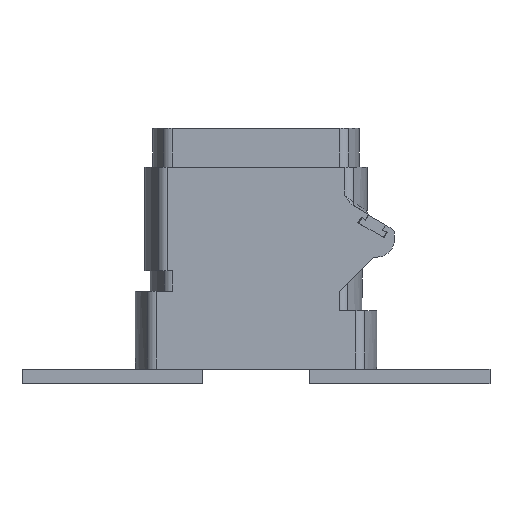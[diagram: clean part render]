
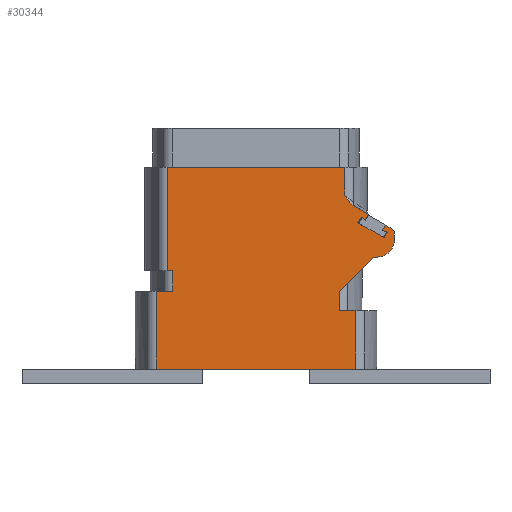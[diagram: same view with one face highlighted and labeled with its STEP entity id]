
A CAD part, front view. The second image highlights one B-rep face of the part: STEP entity #30344.
In plain terms, the highlighted planar face has unit normal (0, -1, 0).
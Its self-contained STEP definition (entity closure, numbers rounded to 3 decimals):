
#1=DIRECTION('',(-1.,0.,0.));
#2=VECTOR('',#1,1.7);
#3=CARTESIAN_POINT('',(10.245,-6.,6.));
#4=LINE('',#3,#2);
#19=DIRECTION('',(0.866,0.,-0.5));
#20=VECTOR('',#19,0.525);
#21=CARTESIAN_POINT('',(10.782,-6.,15.588));
#22=LINE('',#21,#20);
#23=DIRECTION('',(0.866,0.,-0.5));
#24=VECTOR('',#23,0.525);
#25=CARTESIAN_POINT('',(13.012,-6.,14.3));
#26=LINE('',#25,#24);
#27=DIRECTION('',(-0.5,0.,-0.866));
#28=VECTOR('',#27,0.55);
#29=CARTESIAN_POINT('',(13.287,-6.,14.777));
#30=LINE('',#29,#28);
#31=CARTESIAN_POINT('',(13.55,-6.,13.874));
#32=DIRECTION('',(0.,1.,0.));
#33=DIRECTION('',(0.5,0.,0.866));
#34=AXIS2_PLACEMENT_3D('',#31,#32,#33);
#36=DIRECTION('',(0.,0.,-1.));
#37=VECTOR('',#36,0.585);
#38=CARTESIAN_POINT('',(14.2,-6.,13.874));
#39=LINE('',#38,#37);
#40=CARTESIAN_POINT('',(12.4,-6.,13.289));
#41=DIRECTION('',(0.,-1.,0.));
#42=DIRECTION('',(0.,0.,-1.));
#43=AXIS2_PLACEMENT_3D('',#40,#41,#42);
#45=DIRECTION('',(-1.,0.,0.));
#46=VECTOR('',#45,0.316);
#47=CARTESIAN_POINT('',(12.4,-6.,11.489));
#48=LINE('',#47,#46);
#49=DIRECTION('',(1.,0.,0.));
#50=VECTOR('',#49,18.238);
#51=CARTESIAN_POINT('',(-9.119,-6.,20.7));
#52=LINE('',#51,#50);
#53=DIRECTION('',(0.5,0.,0.866));
#54=VECTOR('',#53,0.63);
#55=CARTESIAN_POINT('',(11.236,-6.,15.325));
#56=LINE('',#55,#54);
#252=DIRECTION('',(-0.866,0.,0.5));
#253=VECTOR('',#252,1.806);
#254=CARTESIAN_POINT('',(11.552,-6.,15.871));
#255=LINE('',#254,#253);
#282=CARTESIAN_POINT('',(9.119,-6.,17.853));
#298=CARTESIAN_POINT('',(9.987,-6.,16.774));
#300=CARTESIAN_POINT('',(9.987,-6.,16.775));
#301=CARTESIAN_POINT('',(9.975,-6.,16.782));
#302=CARTESIAN_POINT('',(9.95,-6.,16.797));
#303=CARTESIAN_POINT('',(9.911,-6.,16.822));
#304=CARTESIAN_POINT('',(9.871,-6.,16.851));
#305=CARTESIAN_POINT('',(9.83,-6.,16.883));
#306=CARTESIAN_POINT('',(9.789,-6.,16.918));
#307=CARTESIAN_POINT('',(9.748,-6.,16.956));
#308=CARTESIAN_POINT('',(9.705,-6.,16.999));
#309=CARTESIAN_POINT('',(9.658,-6.,17.048));
#310=CARTESIAN_POINT('',(9.608,-6.,17.105));
#311=CARTESIAN_POINT('',(9.554,-6.,17.171));
#312=CARTESIAN_POINT('',(9.499,-6.,17.244));
#313=CARTESIAN_POINT('',(9.445,-6.,17.321));
#314=CARTESIAN_POINT('',(9.393,-6.,17.399));
#315=CARTESIAN_POINT('',(9.342,-6.,17.477));
#316=CARTESIAN_POINT('',(9.295,-6.,17.554));
#317=CARTESIAN_POINT('',(9.25,-6.,17.629));
#318=CARTESIAN_POINT('',(9.206,-6.,17.703));
#319=CARTESIAN_POINT('',(9.163,-6.,17.777));
#320=CARTESIAN_POINT('',(9.134,-6.,17.828));
#321=CARTESIAN_POINT('',(9.119,-6.,17.853));
#323=DIRECTION('',(0.,0.,-1.));
#324=VECTOR('',#323,2.847);
#325=CARTESIAN_POINT('',(9.119,-6.,20.7));
#326=LINE('',#325,#324);
#384=DIRECTION('',(0.,0.,-1.));
#385=VECTOR('',#384,10.6);
#386=CARTESIAN_POINT('',(-9.119,-6.,20.7));
#387=LINE('',#386,#385);
#402=DIRECTION('',(1.,0.,0.));
#403=VECTOR('',#402,0.575);
#404=CARTESIAN_POINT('',(-9.119,-6.,10.1));
#405=LINE('',#404,#403);
#420=DIRECTION('',(0.,0.,-1.));
#421=VECTOR('',#420,2.1);
#422=CARTESIAN_POINT('',(-8.545,-6.,10.1));
#423=LINE('',#422,#421);
#443=DIRECTION('',(-1.,0.,0.));
#444=VECTOR('',#443,1.7);
#445=CARTESIAN_POINT('',(-8.545,-6.,8.));
#446=LINE('',#445,#444);
#474=DIRECTION('',(0.,0.,-1.));
#475=VECTOR('',#474,8.);
#476=CARTESIAN_POINT('',(-10.245,-6.,8.));
#477=LINE('',#476,#475);
#527=DIRECTION('',(1.,0.,0.));
#528=VECTOR('',#527,20.49);
#529=CARTESIAN_POINT('',(-10.245,-6.,0.));
#530=LINE('',#529,#528);
#634=DIRECTION('',(0.,0.,-1.));
#635=VECTOR('',#634,6.);
#636=CARTESIAN_POINT('',(10.245,-6.,6.));
#637=LINE('',#636,#635);
#25506=DIRECTION('',(0.,0.,-1.));
#25507=VECTOR('',#25506,1.95);
#25508=CARTESIAN_POINT('',(8.545,-6.,7.95));
#25509=LINE('',#25508,#25507);
#25567=DIRECTION('',(0.707,0.,0.707));
#25568=VECTOR('',#25567,5.006);
#25569=CARTESIAN_POINT('',(8.545,-6.,7.95));
#25570=LINE('',#25569,#25568);
#25599=DIRECTION('',(-0.866,0.,0.5));
#25600=VECTOR('',#25599,0.679);
#25601=CARTESIAN_POINT('',(13.875,-6.,14.437));
#25602=LINE('',#25601,#25600);
#25687=DIRECTION('',(-0.5,0.,-0.866));
#25688=VECTOR('',#25687,0.65);
#25689=CARTESIAN_POINT('',(13.466,-6.,14.038));
#25690=LINE('',#25689,#25688);
#25719=DIRECTION('',(-0.866,0.,0.5));
#25720=VECTOR('',#25719,3.1);
#25721=CARTESIAN_POINT('',(13.141,-6.,13.475));
#25722=LINE('',#25721,#25720);
#25735=DIRECTION('',(0.5,0.,0.866));
#25736=VECTOR('',#25735,0.65);
#25737=CARTESIAN_POINT('',(10.457,-6.,15.025));
#25738=LINE('',#25737,#25736);
#25755=CARTESIAN_POINT('',(10.245,-6.,0.));
#25756=VERTEX_POINT('',#25755);
#25757=CARTESIAN_POINT('',(10.245,-6.,6.));
#25758=VERTEX_POINT('',#25757);
#25767=CARTESIAN_POINT('',(-10.245,-6.,8.));
#25768=CARTESIAN_POINT('',(-10.245,-6.,0.));
#25769=VERTEX_POINT('',#25767);
#25770=VERTEX_POINT('',#25768);
#25775=CARTESIAN_POINT('',(13.875,-6.,14.437));
#25776=CARTESIAN_POINT('',(14.2,-6.,13.874));
#25777=VERTEX_POINT('',#25775);
#25778=VERTEX_POINT('',#25776);
#25795=CARTESIAN_POINT('',(8.545,-6.,7.95));
#25796=CARTESIAN_POINT('',(8.545,-6.,6.));
#25797=VERTEX_POINT('',#25795);
#25798=VERTEX_POINT('',#25796);
#25801=CARTESIAN_POINT('',(12.084,-6.,11.489));
#25802=VERTEX_POINT('',#25801);
#25807=CARTESIAN_POINT('',(9.119,-6.,20.7));
#25809=VERTEX_POINT('',#25807);
#25819=CARTESIAN_POINT('',(-8.545,-6.,10.1));
#25820=CARTESIAN_POINT('',(-8.545,-6.,8.));
#25821=VERTEX_POINT('',#25819);
#25822=VERTEX_POINT('',#25820);
#25827=CARTESIAN_POINT('',(-9.119,-6.,20.7));
#25828=CARTESIAN_POINT('',(-9.119,-6.,10.1));
#25829=VERTEX_POINT('',#25827);
#25830=VERTEX_POINT('',#25828);
#25932=VERTEX_POINT('',#282);
#25934=VERTEX_POINT('',#298);
#25946=CARTESIAN_POINT('',(12.4,-6.,11.489));
#25947=CARTESIAN_POINT('',(14.2,-6.,13.289));
#25948=VERTEX_POINT('',#25946);
#25949=VERTEX_POINT('',#25947);
#25962=CARTESIAN_POINT('',(13.287,-6.,14.777));
#25963=VERTEX_POINT('',#25962);
#25966=CARTESIAN_POINT('',(11.552,-6.,15.871));
#25967=VERTEX_POINT('',#25966);
#25978=CARTESIAN_POINT('',(13.141,-6.,13.475));
#25979=VERTEX_POINT('',#25978);
#25980=CARTESIAN_POINT('',(10.457,-6.,15.025));
#25981=VERTEX_POINT('',#25980);
#25986=CARTESIAN_POINT('',(10.782,-6.,15.588));
#25987=CARTESIAN_POINT('',(11.236,-6.,15.325));
#25988=VERTEX_POINT('',#25986);
#25989=VERTEX_POINT('',#25987);
#25990=CARTESIAN_POINT('',(13.012,-6.,14.3));
#25991=CARTESIAN_POINT('',(13.466,-6.,14.038));
#25992=VERTEX_POINT('',#25990);
#25993=VERTEX_POINT('',#25991);
#30286=CARTESIAN_POINT('',(-10.852,-6.,0.));
#30287=DIRECTION('',(0.,-1.,0.));
#30288=DIRECTION('',(1.,0.,0.));
#30289=AXIS2_PLACEMENT_3D('',#30286,#30287,#30288);
#30290=PLANE('',#30289);
#30292=ORIENTED_EDGE('',*,*,#30291,.F.);
#30294=ORIENTED_EDGE('',*,*,#30293,.F.);
#30296=ORIENTED_EDGE('',*,*,#30295,.F.);
#30298=ORIENTED_EDGE('',*,*,#30297,.F.);
#30300=ORIENTED_EDGE('',*,*,#30299,.F.);
#30302=ORIENTED_EDGE('',*,*,#30301,.F.);
#30304=ORIENTED_EDGE('',*,*,#30303,.F.);
#30306=ORIENTED_EDGE('',*,*,#30305,.T.);
#30308=ORIENTED_EDGE('',*,*,#30307,.T.);
#30310=ORIENTED_EDGE('',*,*,#30309,.F.);
#30312=ORIENTED_EDGE('',*,*,#30311,.T.);
#30314=ORIENTED_EDGE('',*,*,#30313,.F.);
#30316=ORIENTED_EDGE('',*,*,#30315,.T.);
#30317=ORIENTED_EDGE('',*,*,#30267,.F.);
#30319=ORIENTED_EDGE('',*,*,#30318,.T.);
#30321=ORIENTED_EDGE('',*,*,#30320,.F.);
#30323=ORIENTED_EDGE('',*,*,#30322,.F.);
#30325=ORIENTED_EDGE('',*,*,#30324,.F.);
#30327=ORIENTED_EDGE('',*,*,#30326,.F.);
#30329=ORIENTED_EDGE('',*,*,#30328,.F.);
#30331=ORIENTED_EDGE('',*,*,#30330,.F.);
#30333=ORIENTED_EDGE('',*,*,#30332,.T.);
#30335=ORIENTED_EDGE('',*,*,#30334,.T.);
#30337=ORIENTED_EDGE('',*,*,#30336,.F.);
#30339=ORIENTED_EDGE('',*,*,#30338,.F.);
#30341=ORIENTED_EDGE('',*,*,#30340,.F.);
#30342=EDGE_LOOP('',(#30292,#30294,#30296,#30298,#30300,#30302,#30304,#30306,
#30308,#30310,#30312,#30314,#30316,#30317,#30319,#30321,#30323,#30325,#30327,
#30329,#30331,#30333,#30335,#30337,#30339,#30341));
#30343=FACE_OUTER_BOUND('',#30342,.F.);
#30344=ADVANCED_FACE('',(#30343),#30290,.T.);
#35=CIRCLE('',#34,0.65);
#44=CIRCLE('',#43,1.8);
#322=B_SPLINE_CURVE_WITH_KNOTS('',3,(#300,#301,#302,#303,#304,#305,#306,#307,
#308,#309,#310,#311,#312,#313,#314,#315,#316,#317,#318,#319,#320,#321),
.UNSPECIFIED.,.F.,.F.,(4,1,1,1,1,1,1,1,1,1,1,1,1,1,1,1,1,1,1,4),(0.,
0.053,0.105,0.158,0.211,
0.263,0.316,0.368,0.421,
0.474,0.526,0.579,0.632,
0.684,0.737,0.789,0.842,
0.895,0.947,1.),.UNSPECIFIED.);
#30267=EDGE_CURVE('',#25758,#25798,#4,.T.);
#30291=EDGE_CURVE('',#25988,#25989,#22,.T.);
#30293=EDGE_CURVE('',#25981,#25988,#25738,.T.);
#30295=EDGE_CURVE('',#25979,#25981,#25722,.T.);
#30297=EDGE_CURVE('',#25993,#25979,#25690,.T.);
#30299=EDGE_CURVE('',#25992,#25993,#26,.T.);
#30301=EDGE_CURVE('',#25963,#25992,#30,.T.);
#30303=EDGE_CURVE('',#25777,#25963,#25602,.T.);
#30305=EDGE_CURVE('',#25777,#25778,#35,.T.);
#30307=EDGE_CURVE('',#25778,#25949,#39,.T.);
#30309=EDGE_CURVE('',#25948,#25949,#44,.T.);
#30311=EDGE_CURVE('',#25948,#25802,#48,.T.);
#30313=EDGE_CURVE('',#25797,#25802,#25570,.T.);
#30315=EDGE_CURVE('',#25797,#25798,#25509,.T.);
#30318=EDGE_CURVE('',#25758,#25756,#637,.T.);
#30320=EDGE_CURVE('',#25770,#25756,#530,.T.);
#30322=EDGE_CURVE('',#25769,#25770,#477,.T.);
#30324=EDGE_CURVE('',#25822,#25769,#446,.T.);
#30326=EDGE_CURVE('',#25821,#25822,#423,.T.);
#30328=EDGE_CURVE('',#25830,#25821,#405,.T.);
#30330=EDGE_CURVE('',#25829,#25830,#387,.T.);
#30332=EDGE_CURVE('',#25829,#25809,#52,.T.);
#30334=EDGE_CURVE('',#25809,#25932,#326,.T.);
#30336=EDGE_CURVE('',#25934,#25932,#322,.T.);
#30338=EDGE_CURVE('',#25967,#25934,#255,.T.);
#30340=EDGE_CURVE('',#25989,#25967,#56,.T.);
